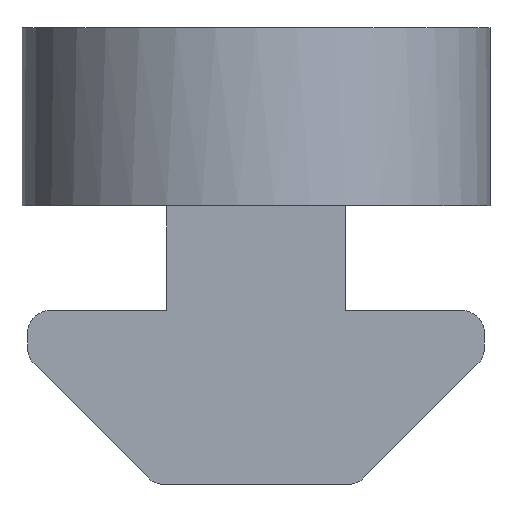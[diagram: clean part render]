
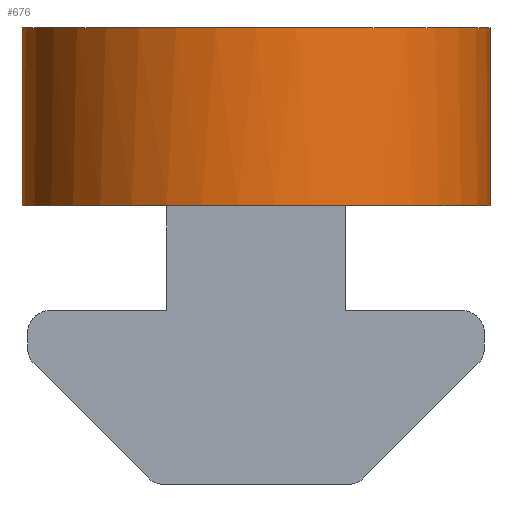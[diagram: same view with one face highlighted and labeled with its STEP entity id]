
A CAD part, front view. The second image highlights one B-rep face of the part: STEP entity #676.
In plain terms, the highlighted cylindrical face has radius 10.5 mm (diameter 21 mm), a partial arc.
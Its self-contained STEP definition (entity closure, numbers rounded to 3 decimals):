
#1 = CARTESIAN_POINT ( 'NONE',  ( -10.5, 0., -37.698 ) ) ;
#15 = DIRECTION ( 'NONE',  ( 1., 0., 0. ) ) ;
#19 = DIRECTION ( 'NONE',  ( 0., 0., -1. ) ) ;
#45 = CIRCLE ( 'NONE', #755, 10.5 ) ;
#66 = CARTESIAN_POINT ( 'NONE',  ( 4., -9.708, -8. ) ) ;
#99 = CARTESIAN_POINT ( 'NONE',  ( -10.5, 0., 0. ) ) ;
#111 = DIRECTION ( 'NONE',  ( 1., 0., 0. ) ) ;
#129 = CARTESIAN_POINT ( 'NONE',  ( 0., 0., -8. ) ) ;
#136 = DIRECTION ( 'NONE',  ( 0., 0., 1. ) ) ;
#139 = ORIENTED_EDGE ( 'NONE', *, *, #1084, .F. ) ;
#148 = CARTESIAN_POINT ( 'NONE',  ( 0., 0., -8. ) ) ;
#160 = VERTEX_POINT ( 'NONE', #1012 ) ;
#196 = EDGE_CURVE ( 'NONE', #160, #339, #417, .T. ) ;
#199 = DIRECTION ( 'NONE',  ( 0., 0., -1. ) ) ;
#202 = VECTOR ( 'NONE', #764, 1000. ) ;
#247 = CARTESIAN_POINT ( 'NONE',  ( -10.5, 0., -8. ) ) ;
#285 = ORIENTED_EDGE ( 'NONE', *, *, #196, .F. ) ;
#287 = LINE ( 'NONE', #1, #927 ) ;
#339 = VERTEX_POINT ( 'NONE', #247 ) ;
#370 = DIRECTION ( 'NONE',  ( 0., 0., 1. ) ) ;
#385 = DIRECTION ( 'NONE',  ( 0., 0., -1. ) ) ;
#415 = VERTEX_POINT ( 'NONE', #99 ) ;
#417 = CIRCLE ( 'NONE', #1001, 10.5 ) ;
#453 = DIRECTION ( 'NONE',  ( 1., 0., 0. ) ) ;
#485 = CARTESIAN_POINT ( 'NONE',  ( 0., 0., -37.698 ) ) ;
#517 = CARTESIAN_POINT ( 'NONE',  ( 10.5, 0., -8. ) ) ;
#563 = EDGE_CURVE ( 'NONE', #664, #820, #614, .T. ) ;
#573 = EDGE_CURVE ( 'NONE', #415, #1125, #1091, .T. ) ;
#579 = CARTESIAN_POINT ( 'NONE',  ( 0., 0., 0. ) ) ;
#588 = ORIENTED_EDGE ( 'NONE', *, *, #573, .F. ) ;
#614 = CIRCLE ( 'NONE', #1042, 10.5 ) ;
#664 = VERTEX_POINT ( 'NONE', #517 ) ;
#668 = EDGE_CURVE ( 'NONE', #820, #160, #45, .T. ) ;
#676 = ADVANCED_FACE ( 'NONE', ( #731 ), #922, .T. ) ;
#681 = DIRECTION ( 'NONE',  ( 1., 0., 0. ) ) ;
#684 = LINE ( 'NONE', #1046, #202 ) ;
#694 = ORIENTED_EDGE ( 'NONE', *, *, #563, .F. ) ;
#731 = FACE_OUTER_BOUND ( 'NONE', #1089, .T. ) ;
#755 = AXIS2_PLACEMENT_3D ( 'NONE', #148, #199, #15 ) ;
#764 = DIRECTION ( 'NONE',  ( 0., 0., 1. ) ) ;
#820 = VERTEX_POINT ( 'NONE', #66 ) ;
#829 = CARTESIAN_POINT ( 'NONE',  ( 0., 0., -8. ) ) ;
#852 = DIRECTION ( 'NONE',  ( 1., 0., 0. ) ) ;
#887 = EDGE_CURVE ( 'NONE', #664, #1125, #684, .T. ) ;
#922 = CYLINDRICAL_SURFACE ( 'NONE', #1002, 10.5 ) ;
#927 = VECTOR ( 'NONE', #1039, 1000. ) ;
#961 = ORIENTED_EDGE ( 'NONE', *, *, #668, .F. ) ;
#968 = AXIS2_PLACEMENT_3D ( 'NONE', #579, #136, #852 ) ;
#978 = ORIENTED_EDGE ( 'NONE', *, *, #887, .T. ) ;
#1001 = AXIS2_PLACEMENT_3D ( 'NONE', #829, #19, #453 ) ;
#1002 = AXIS2_PLACEMENT_3D ( 'NONE', #485, #370, #111 ) ;
#1012 = CARTESIAN_POINT ( 'NONE',  ( -4., -9.708, -8. ) ) ;
#1039 = DIRECTION ( 'NONE',  ( 0., 0., 1. ) ) ;
#1042 = AXIS2_PLACEMENT_3D ( 'NONE', #129, #385, #681 ) ;
#1046 = CARTESIAN_POINT ( 'NONE',  ( 10.5, 0., -37.698 ) ) ;
#1084 = EDGE_CURVE ( 'NONE', #339, #415, #287, .T. ) ;
#1089 = EDGE_LOOP ( 'NONE', ( #139, #285, #961, #694, #978, #588 ) ) ;
#1091 = CIRCLE ( 'NONE', #968, 10.5 ) ;
#1120 = CARTESIAN_POINT ( 'NONE',  ( 10.5, 0., 0. ) ) ;
#1125 = VERTEX_POINT ( 'NONE', #1120 ) ;
